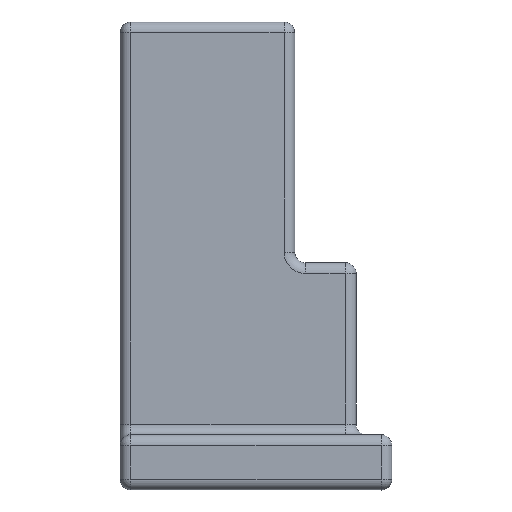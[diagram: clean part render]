
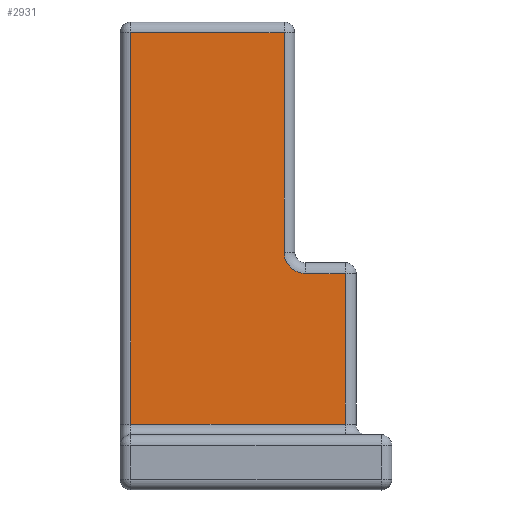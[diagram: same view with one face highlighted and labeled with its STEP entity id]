
A CAD part, left-side view. The second image highlights one B-rep face of the part: STEP entity #2931.
In plain terms, the highlighted planar face has unit normal (-1, 0, 0).
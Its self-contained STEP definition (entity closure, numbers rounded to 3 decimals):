
#346=CIRCLE('',#3252,1.4);
#448=PLANE('',#3281);
#593=FACE_OUTER_BOUND('',#790,.T.);
#790=EDGE_LOOP('',(#2489,#2490,#2491,#2492,#2493,#2494,#2495));
#954=LINE('',#5205,#1127);
#958=LINE('',#5217,#1131);
#961=LINE('',#5241,#1134);
#962=LINE('',#5251,#1135);
#964=LINE('',#5254,#1137);
#967=LINE('',#5259,#1140);
#1127=VECTOR('',#3892,10.);
#1131=VECTOR('',#3910,10.);
#1134=VECTOR('',#3945,10.);
#1135=VECTOR('',#3958,10.);
#1137=VECTOR('',#3962,10.);
#1140=VECTOR('',#3969,10.);
#1363=VERTEX_POINT('',#5165);
#1372=VERTEX_POINT('',#5196);
#1376=VERTEX_POINT('',#5211);
#1380=VERTEX_POINT('',#5231);
#1381=VERTEX_POINT('',#5235);
#1383=VERTEX_POINT('',#5245);
#1384=VERTEX_POINT('',#5247);
#1720=EDGE_CURVE('',#1372,#1363,#954,.T.);
#1727=EDGE_CURVE('',#1363,#1376,#958,.T.);
#1739=EDGE_CURVE('',#1376,#1381,#961,.T.);
#1742=EDGE_CURVE('',#1383,#1384,#346,.T.);
#1744=EDGE_CURVE('',#1381,#1383,#962,.T.);
#1746=EDGE_CURVE('',#1384,#1380,#964,.T.);
#1749=EDGE_CURVE('',#1380,#1372,#967,.T.);
#2489=ORIENTED_EDGE('',*,*,#1742,.F.);
#2490=ORIENTED_EDGE('',*,*,#1744,.F.);
#2491=ORIENTED_EDGE('',*,*,#1739,.F.);
#2492=ORIENTED_EDGE('',*,*,#1727,.F.);
#2493=ORIENTED_EDGE('',*,*,#1720,.F.);
#2494=ORIENTED_EDGE('',*,*,#1749,.F.);
#2495=ORIENTED_EDGE('',*,*,#1746,.F.);
#2931=ADVANCED_FACE('',(#593),#448,.T.);
#3252=AXIS2_PLACEMENT_3D('',#5248,#3952,#3953);
#3281=AXIS2_PLACEMENT_3D('',#5336,#4044,#4045);
#3892=DIRECTION('',(0.,1.,0.));
#3910=DIRECTION('',(0.,0.,1.));
#3945=DIRECTION('',(0.,-1.,0.));
#3952=DIRECTION('center_axis',(-1.,0.,0.));
#3953=DIRECTION('ref_axis',(0.,0.707,-0.707));
#3958=DIRECTION('',(0.,0.,-1.));
#3962=DIRECTION('',(0.,-1.,0.));
#3969=DIRECTION('',(0.,0.,-1.));
#4044=DIRECTION('center_axis',(-1.,0.,0.));
#4045=DIRECTION('ref_axis',(0.,0.,
-1.));
#5165=CARTESIAN_POINT('',(12.25,-8.9,-67.841));
#5196=CARTESIAN_POINT('',(12.25,-22.894,-67.841));
#5205=CARTESIAN_POINT('',(12.25,-12.26,-67.841));
#5211=CARTESIAN_POINT('',(12.25,-8.9,-42.317));
#5217=CARTESIAN_POINT('',(12.25,-8.9,-48.348));
#5231=CARTESIAN_POINT('',(12.25,-22.894,-58.024));
#5235=CARTESIAN_POINT('',(12.25,-18.894,-42.317));
#5241=CARTESIAN_POINT('',(12.25,-8.2,-42.317));
#5245=CARTESIAN_POINT('',(12.25,-18.894,-56.624));
#5247=CARTESIAN_POINT('',(12.25,-20.294,-58.024));
#5248=CARTESIAN_POINT('Origin',(12.25,-20.294,-56.624));
#5251=CARTESIAN_POINT('',(12.25,-18.894,-48.348));
#5254=CARTESIAN_POINT('',(12.25,-13.897,-58.024));
#5259=CARTESIAN_POINT('',(12.25,-22.894,-52.275));
#5336=CARTESIAN_POINT('Origin',(12.25,-8.2,-41.617));
